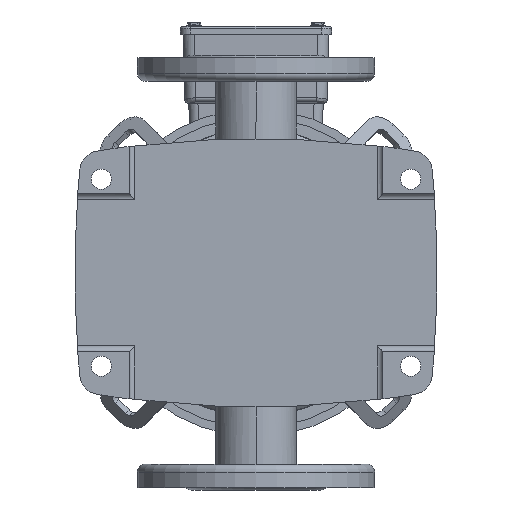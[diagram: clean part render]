
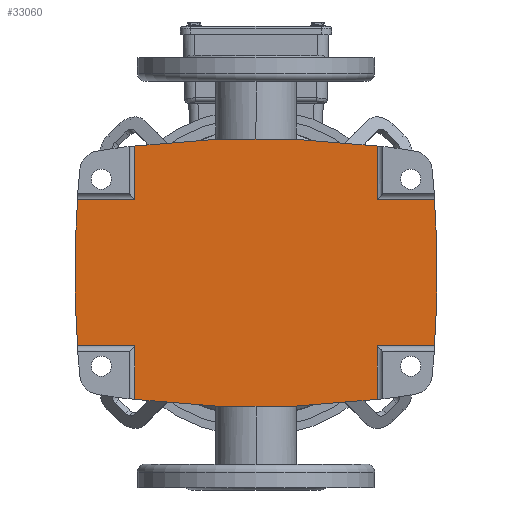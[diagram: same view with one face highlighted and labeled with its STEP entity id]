
A CAD part, front view. The second image highlights one B-rep face of the part: STEP entity #33060.
In plain terms, the highlighted planar face has unit normal (0, -1, 0).
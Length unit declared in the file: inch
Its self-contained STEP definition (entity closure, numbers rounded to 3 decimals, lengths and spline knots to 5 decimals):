
#761 = EDGE_CURVE ( 'NONE', #45748, #52688, #3854, .T. ) ;
#915 = DIRECTION ( 'NONE',  ( 0., 0., 1. ) ) ;
#1701 = EDGE_CURVE ( 'NONE', #70087, #33699, #18656, .T. ) ;
#2676 = VECTOR ( 'NONE', #12975, 39.37008 ) ;
#3550 = EDGE_CURVE ( 'NONE', #69490, #7387, #11601, .T. ) ;
#3854 = LINE ( 'NONE', #21156, #56177 ) ;
#4428 = ORIENTED_EDGE ( 'NONE', *, *, #24315, .T. ) ;
#4917 = DIRECTION ( 'NONE',  ( 0., -1., 0. ) ) ;
#5758 = EDGE_CURVE ( 'NONE', #69490, #25037, #55773, .T. ) ;
#7387 = VERTEX_POINT ( 'NONE', #19567 ) ;
#7575 = CARTESIAN_POINT ( 'NONE',  ( 3.46496, 0.19685, 3.31346 ) ) ;
#7576 = CARTESIAN_POINT ( 'NONE',  ( -1.99928, 0.19685, -3.31346 ) ) ;
#8226 = VERTEX_POINT ( 'NONE', #7576 ) ;
#9535 = EDGE_CURVE ( 'NONE', #68575, #44186, #50421, .T. ) ;
#11093 = DIRECTION ( 'NONE',  ( 1., 0., 0. ) ) ;
#11165 = CARTESIAN_POINT ( 'NONE',  ( 3.46496, 0.19685, -3.31346 ) ) ;
#11202 = VECTOR ( 'NONE', #23233, 39.37008 ) ;
#11424 = CARTESIAN_POINT ( 'NONE',  ( 1.99928, 0.19685, 3.31346 ) ) ;
#11477 = LINE ( 'NONE', #71972, #37623 ) ;
#11601 = CIRCLE ( 'NONE', #26562, 28.05268 ) ;
#11817 = EDGE_CURVE ( 'NONE', #45535, #68575, #32296, .T. ) ;
#12975 = DIRECTION ( 'NONE',  ( 1., 0., 0. ) ) ;
#13361 = CARTESIAN_POINT ( 'NONE',  ( -1.99928, 0.19685, 4.87898 ) ) ;
#13894 = EDGE_CURVE ( 'NONE', #25037, #33699, #53155, .T. ) ;
#14218 = CARTESIAN_POINT ( 'NONE',  ( 1.99928, 0.19685, -3.31346 ) ) ;
#14785 = VECTOR ( 'NONE', #23661, 39.37008 ) ;
#16562 = DIRECTION ( 'NONE',  ( 0., -1., 0. ) ) ;
#16772 = CIRCLE ( 'NONE', #31713, 26.77315 ) ;
#17177 = CARTESIAN_POINT ( 'NONE',  ( -4.59646, 0.19685, -3.31346 ) ) ;
#18222 = DIRECTION ( 'NONE',  ( 0., 0., 1. ) ) ;
#18656 = CIRCLE ( 'NONE', #59734, 26.77315 ) ;
#19489 = ORIENTED_EDGE ( 'NONE', *, *, #29263, .F. ) ;
#19567 = CARTESIAN_POINT ( 'NONE',  ( 0., 0.19685, -4.95031 ) ) ;
#21156 = CARTESIAN_POINT ( 'NONE',  ( 1.99928, 0.19685, -6.87992 ) ) ;
#23069 = CARTESIAN_POINT ( 'NONE',  ( 0., 0.19685, -23.10236 ) ) ;
#23233 = DIRECTION ( 'NONE',  ( 1., 0., 0. ) ) ;
#23388 = FACE_OUTER_BOUND ( 'NONE', #42714, .T. ) ;
#23636 = CARTESIAN_POINT ( 'NONE',  ( -4.59646, 0.19685, 3.31346 ) ) ;
#23661 = DIRECTION ( 'NONE',  ( 0., 0., 1. ) ) ;
#24228 = CARTESIAN_POINT ( 'NONE',  ( 1.99928, 0.19685, -4.87898 ) ) ;
#24315 = EDGE_CURVE ( 'NONE', #45535, #60758, #16772, .T. ) ;
#25008 = CARTESIAN_POINT ( 'NONE',  ( -4.59646, 0.19685, 3.31346 ) ) ;
#25037 = VERTEX_POINT ( 'NONE', #14218 ) ;
#25715 = CARTESIAN_POINT ( 'NONE',  ( -1.99928, 0.19685, -6.87992 ) ) ;
#26562 = AXIS2_PLACEMENT_3D ( 'NONE', #57613, #47132, #63728 ) ;
#26819 = VERTEX_POINT ( 'NONE', #54823 ) ;
#26825 = DIRECTION ( 'NONE',  ( 0., -1., 0. ) ) ;
#28157 = CARTESIAN_POINT ( 'NONE',  ( -23.10236, 0.19685, 0. ) ) ;
#29263 = EDGE_CURVE ( 'NONE', #26819, #8226, #11477, .T. ) ;
#29336 = AXIS2_PLACEMENT_3D ( 'NONE', #38286, #4917, #38509 ) ;
#29390 = CIRCLE ( 'NONE', #45077, 28.05268 ) ;
#29486 = CARTESIAN_POINT ( 'NONE',  ( 1.99928, 0.19685, 4.87898 ) ) ;
#30369 = DIRECTION ( 'NONE',  ( 1., 0., 0. ) ) ;
#31008 = EDGE_CURVE ( 'NONE', #45748, #70087, #41794, .T. ) ;
#31546 = EDGE_CURVE ( 'NONE', #60758, #8226, #35589, .T. ) ;
#31713 = AXIS2_PLACEMENT_3D ( 'NONE', #65725, #26825, #43477 ) ;
#31860 = DIRECTION ( 'NONE',  ( 0., 0., 1. ) ) ;
#31861 = EDGE_CURVE ( 'NONE', #52688, #59710, #29390, .T. ) ;
#32296 = LINE ( 'NONE', #23636, #2676 ) ;
#33060 = ADVANCED_FACE ( 'NONE', ( #23388 ), #65312, .F. ) ;
#33578 = CIRCLE ( 'NONE', #29336, 28.05268 ) ;
#33610 = ORIENTED_EDGE ( 'NONE', *, *, #3550, .F. ) ;
#33699 = VERTEX_POINT ( 'NONE', #11165 ) ;
#34292 = DIRECTION ( 'NONE',  ( 0., 0., 1. ) ) ;
#35589 = LINE ( 'NONE', #57183, #11202 ) ;
#37196 = ORIENTED_EDGE ( 'NONE', *, *, #31008, .F. ) ;
#37623 = VECTOR ( 'NONE', #38536, 39.37008 ) ;
#37910 = ORIENTED_EDGE ( 'NONE', *, *, #48489, .T. ) ;
#38251 = VECTOR ( 'NONE', #11093, 39.37008 ) ;
#38286 = CARTESIAN_POINT ( 'NONE',  ( 0., 0.19685, -23.10236 ) ) ;
#38509 = DIRECTION ( 'NONE',  ( 0., 0., 1. ) ) ;
#38536 = DIRECTION ( 'NONE',  ( 0., 0., 1. ) ) ;
#39159 = VECTOR ( 'NONE', #30369, 39.37008 ) ;
#39900 = DIRECTION ( 'NONE',  ( 0., 1., 0. ) ) ;
#41794 = LINE ( 'NONE', #25008, #39159 ) ;
#42714 = EDGE_LOOP ( 'NONE', ( #44346, #56166, #4428, #59469, #19489, #58729, #33610, #44792, #51904, #43010, #37196, #64244, #45014, #37910 ) ) ;
#43010 = ORIENTED_EDGE ( 'NONE', *, *, #1701, .F. ) ;
#43477 = DIRECTION ( 'NONE',  ( 0., 0., 1. ) ) ;
#44186 = VERTEX_POINT ( 'NONE', #13361 ) ;
#44346 = ORIENTED_EDGE ( 'NONE', *, *, #9535, .F. ) ;
#44792 = ORIENTED_EDGE ( 'NONE', *, *, #5758, .T. ) ;
#45014 = ORIENTED_EDGE ( 'NONE', *, *, #31861, .T. ) ;
#45077 = AXIS2_PLACEMENT_3D ( 'NONE', #23069, #16562, #34292 ) ;
#45535 = VERTEX_POINT ( 'NONE', #54889 ) ;
#45541 = CARTESIAN_POINT ( 'NONE',  ( -1.99928, 0.19685, -6.87992 ) ) ;
#45748 = VERTEX_POINT ( 'NONE', #11424 ) ;
#46531 = DIRECTION ( 'NONE',  ( 0., 1., 0. ) ) ;
#47132 = DIRECTION ( 'NONE',  ( 0., 1., 0. ) ) ;
#47656 = CARTESIAN_POINT ( 'NONE',  ( -3.46496, 0.19685, -3.31346 ) ) ;
#48489 = EDGE_CURVE ( 'NONE', #59710, #44186, #33578, .T. ) ;
#50421 = LINE ( 'NONE', #45541, #55667 ) ;
#50530 = AXIS2_PLACEMENT_3D ( 'NONE', #58248, #46531, #58720 ) ;
#51534 = CARTESIAN_POINT ( 'NONE',  ( 1.99928, 0.19685, -6.87992 ) ) ;
#51904 = ORIENTED_EDGE ( 'NONE', *, *, #13894, .T. ) ;
#52294 = CARTESIAN_POINT ( 'NONE',  ( 0., 0.19685, 4.95031 ) ) ;
#52688 = VERTEX_POINT ( 'NONE', #29486 ) ;
#53155 = LINE ( 'NONE', #17177, #38251 ) ;
#54823 = CARTESIAN_POINT ( 'NONE',  ( -1.99928, 0.19685, -4.87898 ) ) ;
#54889 = CARTESIAN_POINT ( 'NONE',  ( -3.46496, 0.19685, 3.31346 ) ) ;
#55667 = VECTOR ( 'NONE', #18222, 39.37008 ) ;
#55773 = LINE ( 'NONE', #51534, #14785 ) ;
#56166 = ORIENTED_EDGE ( 'NONE', *, *, #11817, .F. ) ;
#56177 = VECTOR ( 'NONE', #31860, 39.37008 ) ;
#56861 = CARTESIAN_POINT ( 'NONE',  ( -1.99928, 0.19685, 3.31346 ) ) ;
#57183 = CARTESIAN_POINT ( 'NONE',  ( -4.59646, 0.19685, -3.31346 ) ) ;
#57613 = CARTESIAN_POINT ( 'NONE',  ( 0., 0.19685, 23.10236 ) ) ;
#58248 = CARTESIAN_POINT ( 'NONE',  ( 0., 0.19685, 23.10236 ) ) ;
#58720 = DIRECTION ( 'NONE',  ( 0., 0., 1. ) ) ;
#58729 = ORIENTED_EDGE ( 'NONE', *, *, #70686, .F. ) ;
#59469 = ORIENTED_EDGE ( 'NONE', *, *, #31546, .T. ) ;
#59710 = VERTEX_POINT ( 'NONE', #52294 ) ;
#59734 = AXIS2_PLACEMENT_3D ( 'NONE', #28157, #39900, #915 ) ;
#60758 = VERTEX_POINT ( 'NONE', #47656 ) ;
#63728 = DIRECTION ( 'NONE',  ( 0., 0., 1. ) ) ;
#64244 = ORIENTED_EDGE ( 'NONE', *, *, #761, .T. ) ;
#64822 = DIRECTION ( 'NONE',  ( 0., 1., 0. ) ) ;
#65312 = PLANE ( 'NONE',  #65967 ) ;
#65725 = CARTESIAN_POINT ( 'NONE',  ( 23.10236, 0.19685, 0. ) ) ;
#65967 = AXIS2_PLACEMENT_3D ( 'NONE', #25715, #64822, #70867 ) ;
#67367 = CIRCLE ( 'NONE', #50530, 28.05268 ) ;
#68575 = VERTEX_POINT ( 'NONE', #56861 ) ;
#69490 = VERTEX_POINT ( 'NONE', #24228 ) ;
#70087 = VERTEX_POINT ( 'NONE', #7575 ) ;
#70686 = EDGE_CURVE ( 'NONE', #7387, #26819, #67367, .T. ) ;
#70867 = DIRECTION ( 'NONE',  ( 0., 0., 1. ) ) ;
#71972 = CARTESIAN_POINT ( 'NONE',  ( -1.99928, 0.19685, -6.87992 ) ) ;
